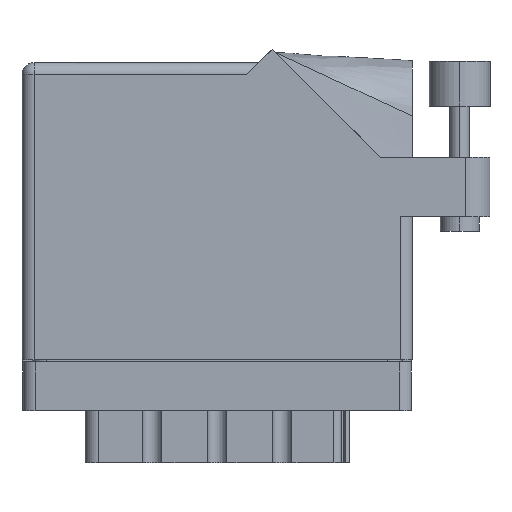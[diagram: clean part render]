
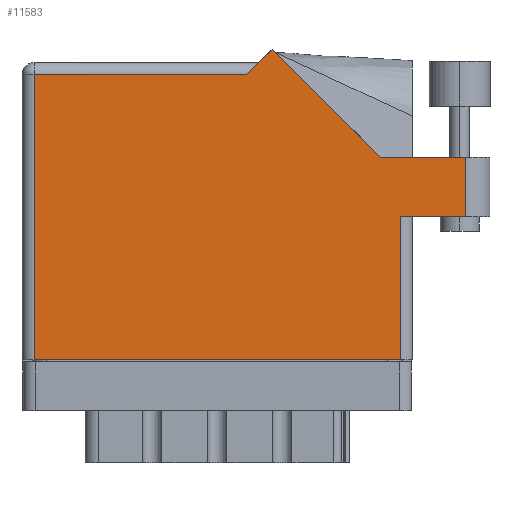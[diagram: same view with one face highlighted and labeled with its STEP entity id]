
A CAD part, front view. The second image highlights one B-rep face of the part: STEP entity #11583.
In plain terms, the highlighted face is planar.
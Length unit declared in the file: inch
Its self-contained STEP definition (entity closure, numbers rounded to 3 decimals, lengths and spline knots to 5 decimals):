
#571 = VERTEX_POINT ( 'NONE', #18455 ) ;
#590 = CARTESIAN_POINT ( 'NONE',  ( 1.84442, 1.044, 0. ) ) ;
#989 = CARTESIAN_POINT ( 'NONE',  ( 1.84442, 1.044, 0. ) ) ;
#1432 = LINE ( 'NONE', #2040, #24948 ) ;
#1997 = AXIS2_PLACEMENT_3D ( 'NONE', #29654, #13968, #23197 ) ;
#2002 = CARTESIAN_POINT ( 'NONE',  ( 1.948, 0.737, 0. ) ) ;
#2040 = CARTESIAN_POINT ( 'NONE',  ( 0., 1.468, 0. ) ) ;
#2956 = VECTOR ( 'NONE', #9977, 39.37008 ) ;
#2959 = VECTOR ( 'NONE', #38543, 39.37008 ) ;
#3100 = LINE ( 'NONE', #590, #2956 ) ;
#3654 = VERTEX_POINT ( 'NONE', #8649 ) ;
#5781 = CARTESIAN_POINT ( 'NONE',  ( 0.062, 0., 0. ) ) ;
#6750 = CARTESIAN_POINT ( 'NONE',  ( 1.948, 0.737, 0. ) ) ;
#6795 = LINE ( 'NONE', #40831, #2959 ) ;
#7735 = EDGE_CURVE ( 'NONE', #32758, #23237, #3100, .T. ) ;
#8001 = EDGE_CURVE ( 'NONE', #37264, #25115, #33564, .T. ) ;
#8031 = ORIENTED_EDGE ( 'NONE', *, *, #7735, .T. ) ;
#8049 = EDGE_CURVE ( 'NONE', #27963, #32758, #6795, .T. ) ;
#8131 = DIRECTION ( 'NONE',  ( 1., 0., 0. ) ) ;
#8287 = DIRECTION ( 'NONE',  ( 0., -1., 0. ) ) ;
#8629 = EDGE_CURVE ( 'NONE', #25704, #27963, #19056, .T. ) ;
#8649 = CARTESIAN_POINT ( 'NONE',  ( 1.948, 0., 0. ) ) ;
#8715 = DIRECTION ( 'NONE',  ( -0.707, -0.707, 0. ) ) ;
#8817 = ORIENTED_EDGE ( 'NONE', *, *, #8049, .T. ) ;
#9977 = DIRECTION ( 'NONE',  ( -0.707, 0.707, 0. ) ) ;
#10833 = EDGE_LOOP ( 'NONE', ( #21845, #33267, #8817, #8031, #25013, #31244, #19029, #36328, #35662 ) ) ;
#10905 = EDGE_CURVE ( 'NONE', #25115, #3654, #37654, .T. ) ;
#11273 = LINE ( 'NONE', #24016, #12853 ) ;
#11374 = CARTESIAN_POINT ( 'NONE',  ( 2.285, 1.044, 0. ) ) ;
#11583 = ADVANCED_FACE ( 'NONE', ( #15463 ), #32983, .F. ) ;
#12853 = VECTOR ( 'NONE', #8131, 39.37008 ) ;
#13968 = DIRECTION ( 'NONE',  ( 0., 0., -1. ) ) ;
#15463 = FACE_OUTER_BOUND ( 'NONE', #10833, .T. ) ;
#15697 = VECTOR ( 'NONE', #41006, 39.37008 ) ;
#15798 = EDGE_CURVE ( 'NONE', #23237, #571, #18338, .T. ) ;
#16972 = EDGE_CURVE ( 'NONE', #571, #37264, #1432, .T. ) ;
#17114 = DIRECTION ( 'NONE',  ( -1., 0., 0. ) ) ;
#18338 = LINE ( 'NONE', #34823, #23553 ) ;
#18455 = CARTESIAN_POINT ( 'NONE',  ( 1.155, 1.468, 0. ) ) ;
#19029 = ORIENTED_EDGE ( 'NONE', *, *, #8001, .T. ) ;
#19056 = LINE ( 'NONE', #11374, #39014 ) ;
#21797 = VERTEX_POINT ( 'NONE', #2002 ) ;
#21845 = ORIENTED_EDGE ( 'NONE', *, *, #25232, .T. ) ;
#22828 = CARTESIAN_POINT ( 'NONE',  ( 1.28771, 1.60071, 0. ) ) ;
#23197 = DIRECTION ( 'NONE',  ( -1., 0., 0. ) ) ;
#23237 = VERTEX_POINT ( 'NONE', #22828 ) ;
#23553 = VECTOR ( 'NONE', #8715, 39.37008 ) ;
#23774 = CARTESIAN_POINT ( 'NONE',  ( 2.285, 0.737, 0. ) ) ;
#24016 = CARTESIAN_POINT ( 'NONE',  ( 2.01, 0.737, 0. ) ) ;
#24948 = VECTOR ( 'NONE', #17114, 39.37008 ) ;
#25013 = ORIENTED_EDGE ( 'NONE', *, *, #15798, .T. ) ;
#25115 = VERTEX_POINT ( 'NONE', #35516 ) ;
#25232 = EDGE_CURVE ( 'NONE', #21797, #25704, #11273, .T. ) ;
#25522 = DIRECTION ( 'NONE',  ( 0., 1., 0. ) ) ;
#25704 = VERTEX_POINT ( 'NONE', #23774 ) ;
#27422 = DIRECTION ( 'NONE',  ( 1., 0., 0. ) ) ;
#27857 = CARTESIAN_POINT ( 'NONE',  ( 2.285, 1.044, 0. ) ) ;
#27963 = VERTEX_POINT ( 'NONE', #27857 ) ;
#29127 = CARTESIAN_POINT ( 'NONE',  ( 0.062, 1.468, 0. ) ) ;
#29515 = EDGE_CURVE ( 'NONE', #3654, #21797, #35362, .T. ) ;
#29654 = CARTESIAN_POINT ( 'NONE',  ( 0., 1.53, 0. ) ) ;
#30068 = VECTOR ( 'NONE', #27422, 39.37008 ) ;
#31244 = ORIENTED_EDGE ( 'NONE', *, *, #16972, .T. ) ;
#32758 = VERTEX_POINT ( 'NONE', #989 ) ;
#32983 = PLANE ( 'NONE',  #1997 ) ;
#33267 = ORIENTED_EDGE ( 'NONE', *, *, #8629, .T. ) ;
#33564 = LINE ( 'NONE', #5781, #39068 ) ;
#33711 = CARTESIAN_POINT ( 'NONE',  ( 0., 0., 0. ) ) ;
#34823 = CARTESIAN_POINT ( 'NONE',  ( 1.217, 1.53, 0. ) ) ;
#35362 = LINE ( 'NONE', #6750, #15697 ) ;
#35516 = CARTESIAN_POINT ( 'NONE',  ( 0.062, 0., 0. ) ) ;
#35662 = ORIENTED_EDGE ( 'NONE', *, *, #29515, .T. ) ;
#36328 = ORIENTED_EDGE ( 'NONE', *, *, #10905, .T. ) ;
#37264 = VERTEX_POINT ( 'NONE', #29127 ) ;
#37654 = LINE ( 'NONE', #33711, #30068 ) ;
#38543 = DIRECTION ( 'NONE',  ( -1., 0., 0. ) ) ;
#39014 = VECTOR ( 'NONE', #25522, 39.37008 ) ;
#39068 = VECTOR ( 'NONE', #8287, 39.37008 ) ;
#40831 = CARTESIAN_POINT ( 'NONE',  ( 2.41, 1.044, 0. ) ) ;
#41006 = DIRECTION ( 'NONE',  ( 0., 1., 0. ) ) ;
